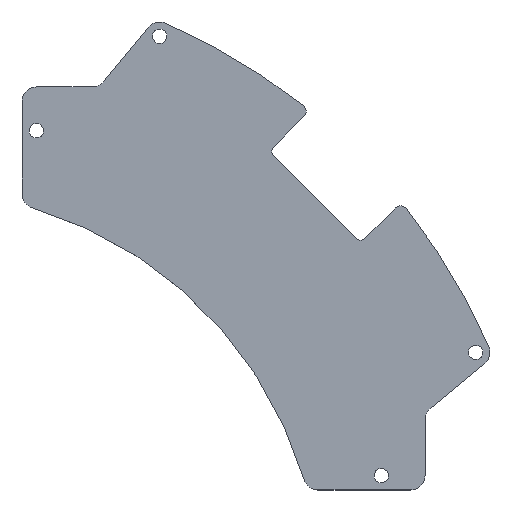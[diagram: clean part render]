
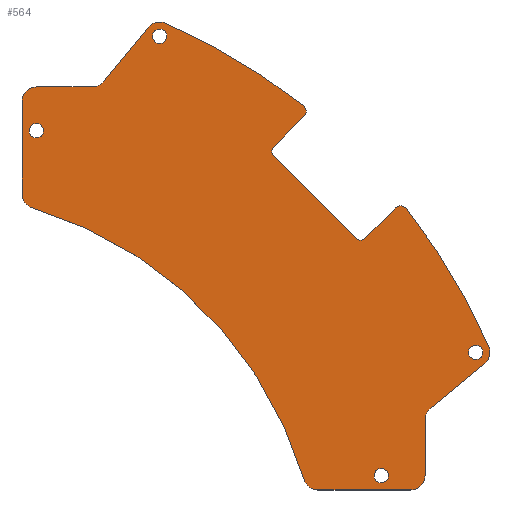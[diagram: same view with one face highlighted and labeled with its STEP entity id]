
A CAD part, top view. The second image highlights one B-rep face of the part: STEP entity #564.
In plain terms, the highlighted planar face has unit normal (0, 0, 1).
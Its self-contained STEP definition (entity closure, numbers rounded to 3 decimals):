
#18=FACE_BOUND('',#70,.T.);
#19=FACE_BOUND('',#71,.T.);
#20=FACE_BOUND('',#72,.T.);
#21=FACE_BOUND('',#73,.T.);
#27=PLANE('',#619);
#39=FACE_OUTER_BOUND('',#69,.T.);
#69=EDGE_LOOP('',(#383,#384,#385,#386,#387,#388,#389,#390,#391,#392,#393,
#394,#395,#396,#397,#398,#399,#400,#401,#402,#403,#404,#405,#406));
#70=EDGE_LOOP('',(#407));
#71=EDGE_LOOP('',(#408));
#72=EDGE_LOOP('',(#409));
#73=EDGE_LOOP('',(#410));
#107=LINE('',#879,#153);
#110=LINE('',#889,#156);
#111=LINE('',#893,#157);
#112=LINE('',#897,#158);
#113=LINE('',#905,#159);
#114=LINE('',#909,#160);
#115=LINE('',#913,#161);
#116=LINE('',#921,#162);
#117=LINE('',#925,#163);
#153=VECTOR('',#695,10.);
#156=VECTOR('',#704,10.);
#157=VECTOR('',#707,10.);
#158=VECTOR('',#710,10.);
#159=VECTOR('',#717,10.);
#160=VECTOR('',#720,10.);
#161=VECTOR('',#723,10.);
#162=VECTOR('',#730,10.);
#163=VECTOR('',#733,10.);
#198=CIRCLE('',#617,1.);
#199=CIRCLE('',#620,86.5);
#200=CIRCLE('',#621,2.);
#201=CIRCLE('',#622,2.);
#202=CIRCLE('',#623,2.);
#203=CIRCLE('',#624,2.);
#204=CIRCLE('',#625,56.);
#205=CIRCLE('',#626,2.);
#206=CIRCLE('',#627,2.);
#207=CIRCLE('',#628,2.);
#208=CIRCLE('',#629,2.);
#209=CIRCLE('',#630,86.5);
#210=CIRCLE('',#631,1.);
#211=CIRCLE('',#632,1.);
#212=CIRCLE('',#633,1.);
#213=CIRCLE('',#634,1.);
#214=CIRCLE('',#635,1.);
#215=CIRCLE('',#636,1.);
#216=CIRCLE('',#637,1.);
#237=VERTEX_POINT('',#872);
#238=VERTEX_POINT('',#874);
#239=VERTEX_POINT('',#878);
#241=VERTEX_POINT('',#884);
#242=VERTEX_POINT('',#886);
#243=VERTEX_POINT('',#888);
#244=VERTEX_POINT('',#890);
#245=VERTEX_POINT('',#892);
#246=VERTEX_POINT('',#894);
#247=VERTEX_POINT('',#896);
#248=VERTEX_POINT('',#898);
#249=VERTEX_POINT('',#900);
#250=VERTEX_POINT('',#902);
#251=VERTEX_POINT('',#904);
#252=VERTEX_POINT('',#906);
#253=VERTEX_POINT('',#908);
#254=VERTEX_POINT('',#910);
#255=VERTEX_POINT('',#912);
#256=VERTEX_POINT('',#914);
#257=VERTEX_POINT('',#916);
#258=VERTEX_POINT('',#918);
#259=VERTEX_POINT('',#920);
#260=VERTEX_POINT('',#922);
#261=VERTEX_POINT('',#924);
#262=VERTEX_POINT('',#927);
#263=VERTEX_POINT('',#929);
#264=VERTEX_POINT('',#931);
#265=VERTEX_POINT('',#933);
#293=EDGE_CURVE('',#237,#238,#198,.T.);
#295=EDGE_CURVE('',#239,#238,#107,.T.);
#298=EDGE_CURVE('',#237,#241,#199,.T.);
#299=EDGE_CURVE('',#241,#242,#200,.T.);
#300=EDGE_CURVE('',#242,#243,#110,.T.);
#301=EDGE_CURVE('',#243,#244,#201,.T.);
#302=EDGE_CURVE('',#244,#245,#111,.T.);
#303=EDGE_CURVE('',#245,#246,#202,.T.);
#304=EDGE_CURVE('',#246,#247,#112,.T.);
#305=EDGE_CURVE('',#247,#248,#203,.T.);
#306=EDGE_CURVE('',#248,#249,#204,.T.);
#307=EDGE_CURVE('',#249,#250,#205,.T.);
#308=EDGE_CURVE('',#250,#251,#113,.T.);
#309=EDGE_CURVE('',#251,#252,#206,.T.);
#310=EDGE_CURVE('',#252,#253,#114,.T.);
#311=EDGE_CURVE('',#253,#254,#207,.T.);
#312=EDGE_CURVE('',#254,#255,#115,.T.);
#313=EDGE_CURVE('',#255,#256,#208,.T.);
#314=EDGE_CURVE('',#256,#257,#209,.T.);
#315=EDGE_CURVE('',#258,#257,#210,.T.);
#316=EDGE_CURVE('',#258,#259,#116,.T.);
#317=EDGE_CURVE('',#260,#259,#211,.T.);
#318=EDGE_CURVE('',#260,#261,#117,.T.);
#319=EDGE_CURVE('',#239,#261,#212,.T.);
#320=EDGE_CURVE('',#262,#262,#213,.T.);
#321=EDGE_CURVE('',#263,#263,#214,.T.);
#322=EDGE_CURVE('',#264,#264,#215,.T.);
#323=EDGE_CURVE('',#265,#265,#216,.T.);
#383=ORIENTED_EDGE('',*,*,#293,.F.);
#384=ORIENTED_EDGE('',*,*,#298,.T.);
#385=ORIENTED_EDGE('',*,*,#299,.T.);
#386=ORIENTED_EDGE('',*,*,#300,.T.);
#387=ORIENTED_EDGE('',*,*,#301,.T.);
#388=ORIENTED_EDGE('',*,*,#302,.T.);
#389=ORIENTED_EDGE('',*,*,#303,.T.);
#390=ORIENTED_EDGE('',*,*,#304,.T.);
#391=ORIENTED_EDGE('',*,*,#305,.T.);
#392=ORIENTED_EDGE('',*,*,#306,.T.);
#393=ORIENTED_EDGE('',*,*,#307,.T.);
#394=ORIENTED_EDGE('',*,*,#308,.T.);
#395=ORIENTED_EDGE('',*,*,#309,.T.);
#396=ORIENTED_EDGE('',*,*,#310,.T.);
#397=ORIENTED_EDGE('',*,*,#311,.T.);
#398=ORIENTED_EDGE('',*,*,#312,.T.);
#399=ORIENTED_EDGE('',*,*,#313,.T.);
#400=ORIENTED_EDGE('',*,*,#314,.T.);
#401=ORIENTED_EDGE('',*,*,#315,.F.);
#402=ORIENTED_EDGE('',*,*,#316,.T.);
#403=ORIENTED_EDGE('',*,*,#317,.F.);
#404=ORIENTED_EDGE('',*,*,#318,.T.);
#405=ORIENTED_EDGE('',*,*,#319,.F.);
#406=ORIENTED_EDGE('',*,*,#295,.T.);
#407=ORIENTED_EDGE('',*,*,#320,.T.);
#408=ORIENTED_EDGE('',*,*,#321,.T.);
#409=ORIENTED_EDGE('',*,*,#322,.T.);
#410=ORIENTED_EDGE('',*,*,#323,.T.);
#564=ADVANCED_FACE('',(#39,#18,#19,#20,#21),#27,.T.);
#617=AXIS2_PLACEMENT_3D('',#875,#690,#691);
#619=AXIS2_PLACEMENT_3D('',#883,#698,#699);
#620=AXIS2_PLACEMENT_3D('',#885,#700,#701);
#621=AXIS2_PLACEMENT_3D('',#887,#702,#703);
#622=AXIS2_PLACEMENT_3D('',#891,#705,#706);
#623=AXIS2_PLACEMENT_3D('',#895,#708,#709);
#624=AXIS2_PLACEMENT_3D('',#899,#711,#712);
#625=AXIS2_PLACEMENT_3D('',#901,#713,#714);
#626=AXIS2_PLACEMENT_3D('',#903,#715,#716);
#627=AXIS2_PLACEMENT_3D('',#907,#718,#719);
#628=AXIS2_PLACEMENT_3D('',#911,#721,#722);
#629=AXIS2_PLACEMENT_3D('',#915,#724,#725);
#630=AXIS2_PLACEMENT_3D('',#917,#726,#727);
#631=AXIS2_PLACEMENT_3D('',#919,#728,#729);
#632=AXIS2_PLACEMENT_3D('',#923,#731,#732);
#633=AXIS2_PLACEMENT_3D('',#926,#734,#735);
#634=AXIS2_PLACEMENT_3D('',#928,#736,#737);
#635=AXIS2_PLACEMENT_3D('',#930,#738,#739);
#636=AXIS2_PLACEMENT_3D('',#932,#740,#741);
#637=AXIS2_PLACEMENT_3D('',#934,#742,#743);
#690=DIRECTION('center_axis',(0.,0.,-1.));
#691=DIRECTION('ref_axis',(0.998,0.059,0.));
#695=DIRECTION('',(0.707,0.707,0.));
#698=DIRECTION('center_axis',(0.,0.,1.));
#699=DIRECTION('ref_axis',(1.,0.,0.));
#700=DIRECTION('center_axis',(0.,0.,1.));
#701=DIRECTION('ref_axis',(0.917,0.398,0.));
#702=DIRECTION('center_axis',(0.,0.,1.));
#703=DIRECTION('ref_axis',(0.398,0.917,0.));
#704=DIRECTION('',(-0.637,-0.771,0.));
#705=DIRECTION('center_axis',(0.,0.,-1.));
#706=DIRECTION('ref_axis',(0.,1.,0.));
#707=DIRECTION('',(-1.,0.,0.));
#708=DIRECTION('center_axis',(0.,0.,1.));
#709=DIRECTION('ref_axis',(0.,1.,0.));
#710=DIRECTION('',(0.,-1.,0.));
#711=DIRECTION('center_axis',(0.,0.,1.));
#712=DIRECTION('ref_axis',(-1.,0.,0.));
#713=DIRECTION('center_axis',(0.,0.,-1.));
#714=DIRECTION('ref_axis',(-0.959,-0.284,0.));
#715=DIRECTION('center_axis',(0.,0.,1.));
#716=DIRECTION('ref_axis',(-0.959,-0.284,0.));
#717=DIRECTION('',(1.,0.,0.));
#718=DIRECTION('center_axis',(0.,0.,1.));
#719=DIRECTION('ref_axis',(0.,-1.,0.));
#720=DIRECTION('',(0.,1.,0.));
#721=DIRECTION('center_axis',(0.,0.,-1.));
#722=DIRECTION('ref_axis',(0.637,-0.771,0.));
#723=DIRECTION('',(0.771,0.637,0.));
#724=DIRECTION('center_axis',(0.,0.,1.));
#725=DIRECTION('ref_axis',(0.637,-0.771,0.));
#726=DIRECTION('center_axis',(0.,0.,1.));
#727=DIRECTION('ref_axis',(0.917,0.398,0.));
#728=DIRECTION('center_axis',(0.,0.,-1.));
#729=DIRECTION('ref_axis',(0.059,0.998,0.));
#730=DIRECTION('',(-0.707,-0.707,0.));
#731=DIRECTION('center_axis',(0.,0.,1.));
#732=DIRECTION('ref_axis',(0.,-1.,0.));
#733=DIRECTION('',(-0.707,0.707,0.));
#734=DIRECTION('center_axis',(0.,0.,1.));
#735=DIRECTION('ref_axis',(-1.,0.,0.));
#736=DIRECTION('center_axis',(0.,0.,-1.));
#737=DIRECTION('ref_axis',(-1.,0.,0.));
#738=DIRECTION('center_axis',(0.,0.,-1.));
#739=DIRECTION('ref_axis',(-1.,0.,0.));
#740=DIRECTION('center_axis',(0.,0.,-1.));
#741=DIRECTION('ref_axis',(-1.,0.,0.));
#742=DIRECTION('center_axis',(0.,0.,-1.));
#743=DIRECTION('ref_axis',(-1.,0.,0.));
#872=CARTESIAN_POINT('',(37.091,3.478,1.6));
#874=CARTESIAN_POINT('',(37.179,1.986,1.6));
#875=CARTESIAN_POINT('Origin',(36.472,2.693,1.6));
#878=CARTESIAN_POINT('',(33.019,-2.174,1.6));
#879=CARTESIAN_POINT('',(28.231,-6.962,1.6));
#883=CARTESIAN_POINT('Origin',(30.513,-17.407,1.6));
#884=CARTESIAN_POINT('',(17.91,14.941,1.6));
#885=CARTESIAN_POINT('Origin',(-16.5,-64.42,1.6));
#886=CARTESIAN_POINT('',(15.573,14.38,1.6));
#887=CARTESIAN_POINT('Origin',(17.115,13.106,1.6));
#888=CARTESIAN_POINT('',(9.312,6.805,1.6));
#889=CARTESIAN_POINT('',(15.573,14.38,1.6));
#890=CARTESIAN_POINT('',(7.771,6.08,1.6));
#891=CARTESIAN_POINT('Origin',(7.771,8.08,1.6));
#892=CARTESIAN_POINT('',(0.,6.08,1.6));
#893=CARTESIAN_POINT('',(7.771,6.08,1.6));
#894=CARTESIAN_POINT('',(-2.,4.08,1.6));
#895=CARTESIAN_POINT('Origin',(0.,4.08,1.6));
#896=CARTESIAN_POINT('',(-2.,-8.817,1.6));
#897=CARTESIAN_POINT('',(-2.,4.08,1.6));
#898=CARTESIAN_POINT('',(-0.569,-10.734,1.6));
#899=CARTESIAN_POINT('Origin',(0.,-8.817,1.6));
#900=CARTESIAN_POINT('',(37.186,-48.489,1.6));
#901=CARTESIAN_POINT('Origin',(-16.5,-64.42,1.6));
#902=CARTESIAN_POINT('',(39.104,-49.92,1.6));
#903=CARTESIAN_POINT('Origin',(39.104,-47.92,1.6));
#904=CARTESIAN_POINT('',(52.,-49.92,1.6));
#905=CARTESIAN_POINT('',(39.104,-49.92,1.6));
#906=CARTESIAN_POINT('',(54.,-47.92,1.6));
#907=CARTESIAN_POINT('Origin',(52.,-47.92,1.6));
#908=CARTESIAN_POINT('',(54.,-40.15,1.6));
#909=CARTESIAN_POINT('',(54.,-47.92,1.6));
#910=CARTESIAN_POINT('',(54.726,-38.608,1.6));
#911=CARTESIAN_POINT('Origin',(56.,-40.15,1.6));
#912=CARTESIAN_POINT('',(62.3,-32.347,1.6));
#913=CARTESIAN_POINT('',(54.726,-38.608,1.6));
#914=CARTESIAN_POINT('',(62.861,-30.01,1.6));
#915=CARTESIAN_POINT('Origin',(61.026,-30.806,1.6));
#916=CARTESIAN_POINT('',(51.399,-10.829,1.6));
#917=CARTESIAN_POINT('Origin',(-16.5,-64.42,1.6));
#918=CARTESIAN_POINT('',(49.907,-10.742,1.6));
#919=CARTESIAN_POINT('Origin',(50.614,-11.449,1.6));
#920=CARTESIAN_POINT('',(45.747,-14.901,1.6));
#921=CARTESIAN_POINT('',(43.787,-16.862,1.6));
#922=CARTESIAN_POINT('',(44.333,-14.901,1.6));
#923=CARTESIAN_POINT('Origin',(45.04,-14.194,1.6));
#924=CARTESIAN_POINT('',(33.019,-3.588,1.6));
#925=CARTESIAN_POINT('',(41.858,-12.427,1.6));
#926=CARTESIAN_POINT('Origin',(33.726,-2.881,1.6));
#927=CARTESIAN_POINT('',(18.115,13.106,1.6));
#928=CARTESIAN_POINT('Origin',(17.115,13.106,1.6));
#929=CARTESIAN_POINT('',(62.026,-30.806,1.6));
#930=CARTESIAN_POINT('Origin',(61.026,-30.806,1.6));
#931=CARTESIAN_POINT('',(1.,0.,1.6));
#932=CARTESIAN_POINT('Origin',(0.,0.,
1.6));
#933=CARTESIAN_POINT('',(48.92,-47.92,1.6));
#934=CARTESIAN_POINT('Origin',(47.92,-47.92,1.6));
